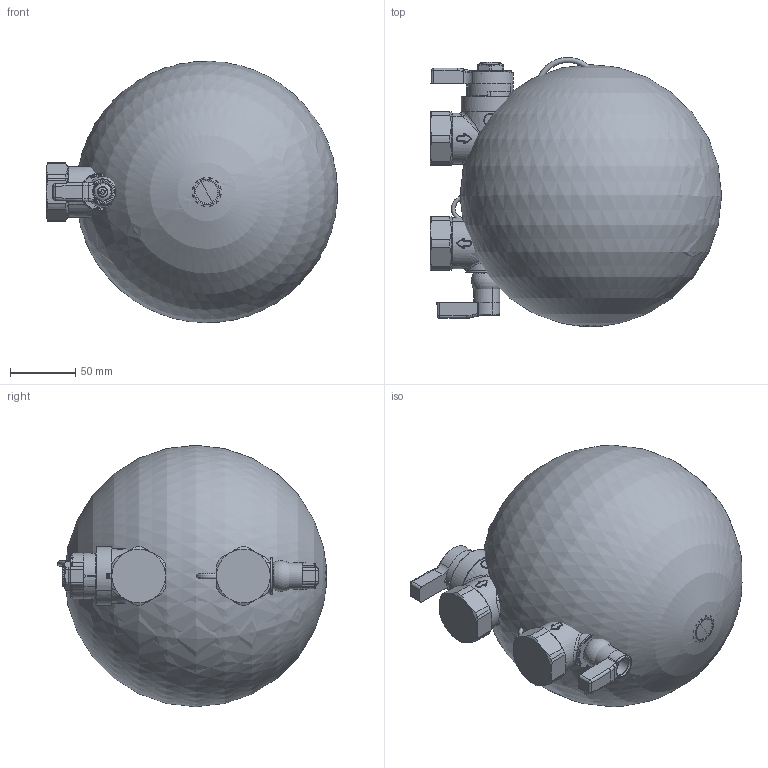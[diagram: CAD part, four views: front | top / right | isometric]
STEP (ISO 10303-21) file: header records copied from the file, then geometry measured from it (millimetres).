
FILE_DESCRIPTION((''),'2;1');
FILE_NAME('149610_1H8_SW0001','2017-06-14T',('sparenzan'),(''),'CREO PARAMETRIC BY PTC INC, 2016050','CREO PARAMETRIC BY PTC INC, 2016050','');
FILE_SCHEMA(('CONFIG_CONTROL_DESIGN'));
Products named in the file (1): 149610_1H8_SW0001
Bounding box: 222.49 x 205.55 x 199.94 mm (x, y, z)
Surface area: 392156.5 mm2 (no closed solid volume)
Topology: 0 solids, 0 shells, 3171 faces, 13864 edges, 13643 vertices
Faces by surface type: bspline 2953, torus 123, sphere 95
Entity records: 284600 total; most frequent: CARTESIAN_POINT 166486, DIRECTION 16476, TRIMMED_CURVE 14733, DEFINITIONAL_REPRESENTATION 13541, PCURVE 13541, COMPOSITE_CURVE_SEGMENT 13541, VECTOR 13426, LINE 13426
